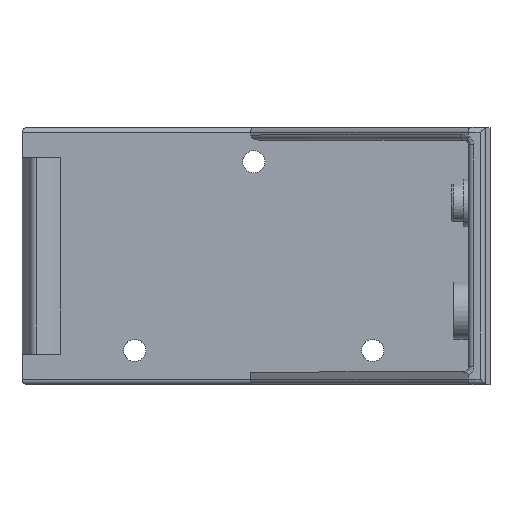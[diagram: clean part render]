
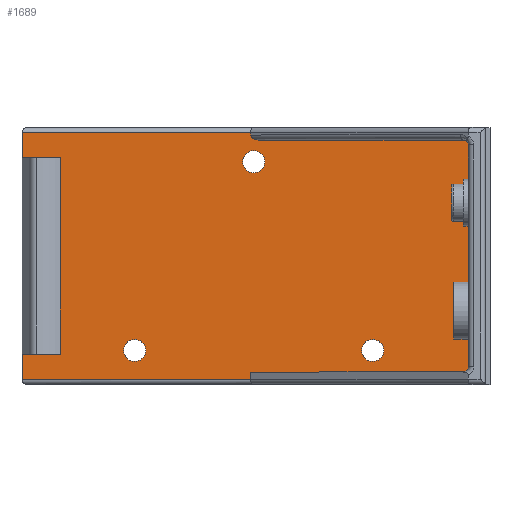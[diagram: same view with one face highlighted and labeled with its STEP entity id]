
A CAD part, top view. The second image highlights one B-rep face of the part: STEP entity #1689.
In plain terms, the highlighted planar face has unit normal (0, 0, 1).
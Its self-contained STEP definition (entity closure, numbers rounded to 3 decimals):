
#57=ELLIPSE('',#1778,1.043,0.6);
#72=CIRCLE('',#1774,1.3);
#73=CIRCLE('',#1775,1.3);
#74=CIRCLE('',#1776,1.3);
#75=CIRCLE('',#1777,0.6);
#76=CIRCLE('',#1779,0.6);
#161=ORIENTED_EDGE('',*,*,#472,.T.);
#162=ORIENTED_EDGE('',*,*,#473,.F.);
#163=ORIENTED_EDGE('',*,*,#474,.F.);
#164=ORIENTED_EDGE('',*,*,#475,.T.);
#165=ORIENTED_EDGE('',*,*,#476,.T.);
#166=ORIENTED_EDGE('',*,*,#477,.T.);
#167=ORIENTED_EDGE('',*,*,#478,.T.);
#168=ORIENTED_EDGE('',*,*,#479,.T.);
#169=ORIENTED_EDGE('',*,*,#480,.T.);
#170=ORIENTED_EDGE('',*,*,#429,.T.);
#171=ORIENTED_EDGE('',*,*,#481,.F.);
#172=ORIENTED_EDGE('',*,*,#482,.F.);
#173=ORIENTED_EDGE('',*,*,#483,.T.);
#174=ORIENTED_EDGE('',*,*,#437,.T.);
#175=ORIENTED_EDGE('',*,*,#484,.T.);
#176=ORIENTED_EDGE('',*,*,#485,.T.);
#177=ORIENTED_EDGE('',*,*,#486,.T.);
#178=ORIENTED_EDGE('',*,*,#487,.T.);
#429=EDGE_CURVE('',#588,#589,#699,.T.);
#437=EDGE_CURVE('',#597,#596,#707,.T.);
#472=EDGE_CURVE('',#626,#626,#72,.F.);
#473=EDGE_CURVE('',#627,#627,#73,.T.);
#474=EDGE_CURVE('',#628,#628,#74,.T.);
#475=EDGE_CURVE('',#629,#630,#738,.T.);
#476=EDGE_CURVE('',#630,#631,#75,.T.);
#477=EDGE_CURVE('',#631,#632,#739,.T.);
#478=EDGE_CURVE('',#632,#633,#57,.F.);
#479=EDGE_CURVE('',#633,#634,#740,.T.);
#480=EDGE_CURVE('',#634,#588,#741,.T.);
#481=EDGE_CURVE('',#635,#589,#742,.T.);
#482=EDGE_CURVE('',#636,#635,#743,.T.);
#483=EDGE_CURVE('',#636,#597,#744,.T.);
#484=EDGE_CURVE('',#596,#637,#745,.T.);
#485=EDGE_CURVE('',#637,#638,#746,.T.);
#486=EDGE_CURVE('',#638,#639,#747,.T.);
#487=EDGE_CURVE('',#639,#629,#76,.T.);
#588=VERTEX_POINT('',#2252);
#589=VERTEX_POINT('',#2253);
#596=VERTEX_POINT('',#2267);
#597=VERTEX_POINT('',#2269);
#626=VERTEX_POINT('',#2340);
#627=VERTEX_POINT('',#2342);
#628=VERTEX_POINT('',#2344);
#629=VERTEX_POINT('',#2346);
#630=VERTEX_POINT('',#2347);
#631=VERTEX_POINT('',#2349);
#632=VERTEX_POINT('',#2351);
#633=VERTEX_POINT('',#2353);
#634=VERTEX_POINT('',#2355);
#635=VERTEX_POINT('',#2358);
#636=VERTEX_POINT('',#2360);
#637=VERTEX_POINT('',#2363);
#638=VERTEX_POINT('',#2365);
#639=VERTEX_POINT('',#2367);
#699=LINE('',#2251,#800);
#707=LINE('',#2268,#808);
#738=LINE('',#2345,#839);
#739=LINE('',#2350,#840);
#740=LINE('',#2354,#841);
#741=LINE('',#2356,#842);
#742=LINE('',#2357,#843);
#743=LINE('',#2359,#844);
#744=LINE('',#2361,#845);
#745=LINE('',#2362,#846);
#746=LINE('',#2364,#847);
#747=LINE('',#2366,#848);
#800=VECTOR('',#1894,1000.);
#808=VECTOR('',#1902,1000.);
#839=VECTOR('',#1961,1000.);
#840=VECTOR('',#1964,1000.);
#841=VECTOR('',#1967,1000.);
#842=VECTOR('',#1968,1000.);
#843=VECTOR('',#1969,1000.);
#844=VECTOR('',#1970,1000.);
#845=VECTOR('',#1971,1000.);
#846=VECTOR('',#1972,1000.);
#847=VECTOR('',#1973,1000.);
#848=VECTOR('',#1974,1000.);
#911=EDGE_LOOP('',(#161));
#912=EDGE_LOOP('',(#162));
#913=EDGE_LOOP('',(#163));
#914=EDGE_LOOP('',(#164,#165,#166,#167,#168,#169,#170,#171,#172,#173,#174,
#175,#176,#177,#178));
#1017=FACE_BOUND('',#911,.T.);
#1018=FACE_BOUND('',#912,.T.);
#1019=FACE_BOUND('',#913,.T.);
#1020=FACE_BOUND('',#914,.T.);
#1120=PLANE('',#1773);
#1689=ADVANCED_FACE('',(#1017,#1018,#1019,#1020),#1120,.T.);
#1773=AXIS2_PLACEMENT_3D('',#2338,#1953,#1954);
#1774=AXIS2_PLACEMENT_3D('',#2339,#1955,#1956);
#1775=AXIS2_PLACEMENT_3D('',#2341,#1957,#1958);
#1776=AXIS2_PLACEMENT_3D('',#2343,#1959,#1960);
#1777=AXIS2_PLACEMENT_3D('',#2348,#1962,#1963);
#1778=AXIS2_PLACEMENT_3D('',#2352,#1965,#1966);
#1779=AXIS2_PLACEMENT_3D('',#2368,#1975,#1976);
#1894=DIRECTION('',(0.,-1.,0.));
#1902=DIRECTION('',(0.,-1.,0.));
#1953=DIRECTION('',(0.,0.,1.));
#1954=DIRECTION('',(1.,0.,0.));
#1955=DIRECTION('',(0.,0.,1.));
#1956=DIRECTION('',(1.,0.,0.));
#1957=DIRECTION('',(0.,0.,1.));
#1958=DIRECTION('',(1.,0.,0.));
#1959=DIRECTION('',(0.,0.,1.));
#1960=DIRECTION('',(1.,0.,0.));
#1961=DIRECTION('',(0.,1.,0.));
#1962=DIRECTION('',(0.,0.,1.));
#1963=DIRECTION('',(1.,0.,0.));
#1964=DIRECTION('',(-1.,0.,0.));
#1965=DIRECTION('',(0.,0.,1.));
#1966=DIRECTION('',(-1.,0.,0.));
#1967=DIRECTION('',(0.,1.,0.));
#1968=DIRECTION('',(-1.,0.,0.));
#1969=DIRECTION('',(-1.,0.,0.));
#1970=DIRECTION('',(0.,1.,0.));
#1971=DIRECTION('',(-1.,0.,0.));
#1972=DIRECTION('',(1.,0.,0.));
#1973=DIRECTION('',(0.,1.,0.));
#1974=DIRECTION('',(1.,0.,0.));
#1975=DIRECTION('',(0.,0.,1.));
#1976=DIRECTION('',(1.,0.,0.));
#2251=CARTESIAN_POINT('',(-27.25,15.1,2.5));
#2252=CARTESIAN_POINT('',(-27.25,14.5,2.5));
#2253=CARTESIAN_POINT('',(-27.25,11.543,2.5));
#2267=CARTESIAN_POINT('',(-27.25,-14.5,2.5));
#2268=CARTESIAN_POINT('',(-27.25,15.1,2.5));
#2269=CARTESIAN_POINT('',(-27.25,-11.543,2.5));
#2338=CARTESIAN_POINT('',(0.,0.,2.5));
#2339=CARTESIAN_POINT('',(-14.,-11.1,2.5));
#2340=CARTESIAN_POINT('',(-12.7,-11.1,2.5));
#2341=CARTESIAN_POINT('',(0.,11.1,2.5));
#2342=CARTESIAN_POINT('',(1.3,11.1,2.5));
#2343=CARTESIAN_POINT('',(14.,-11.1,2.5));
#2344=CARTESIAN_POINT('',(15.3,-11.1,2.5));
#2345=CARTESIAN_POINT('',(25.257,13.643,2.5));
#2346=CARTESIAN_POINT('',(25.257,-13.043,2.5));
#2347=CARTESIAN_POINT('',(25.257,13.043,2.5));
#2348=CARTESIAN_POINT('',(24.657,13.043,2.5));
#2349=CARTESIAN_POINT('',(24.657,13.643,2.5));
#2350=CARTESIAN_POINT('',(-1.974,13.643,2.5));
#2351=CARTESIAN_POINT('',(0.693,13.643,2.5));
#2352=CARTESIAN_POINT('',(0.693,14.243,2.5));
#2353=CARTESIAN_POINT('',(-0.35,14.243,2.5));
#2354=CARTESIAN_POINT('',(-0.35,15.1,2.5));
#2355=CARTESIAN_POINT('',(-0.35,14.5,2.5));
#2356=CARTESIAN_POINT('',(-27.25,14.5,2.5));
#2357=CARTESIAN_POINT('',(-24.701,11.543,2.5));
#2358=CARTESIAN_POINT('',(-24.701,11.543,2.5));
#2359=CARTESIAN_POINT('',(-24.701,-11.543,2.5));
#2360=CARTESIAN_POINT('',(-24.701,-11.543,2.5));
#2361=CARTESIAN_POINT('',(-24.701,-11.543,2.5));
#2362=CARTESIAN_POINT('',(-0.35,-14.5,2.5));
#2363=CARTESIAN_POINT('',(-0.35,-14.5,2.5));
#2364=CARTESIAN_POINT('',(-0.35,-15.1,2.5));
#2365=CARTESIAN_POINT('',(-0.35,-13.643,2.5));
#2366=CARTESIAN_POINT('',(-1.974,-13.643,2.5));
#2367=CARTESIAN_POINT('',(24.657,-13.643,2.5));
#2368=CARTESIAN_POINT('',(24.657,-13.043,2.5));
